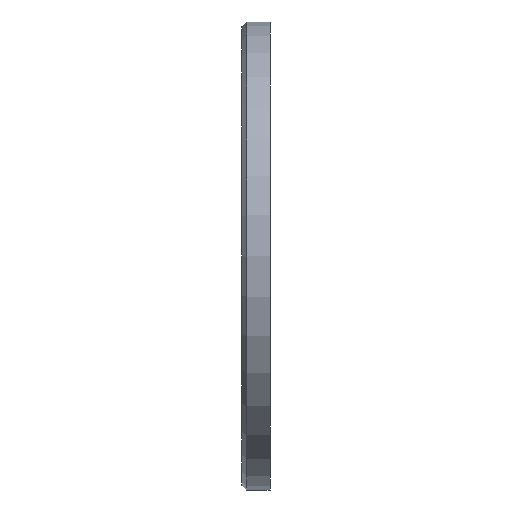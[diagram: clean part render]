
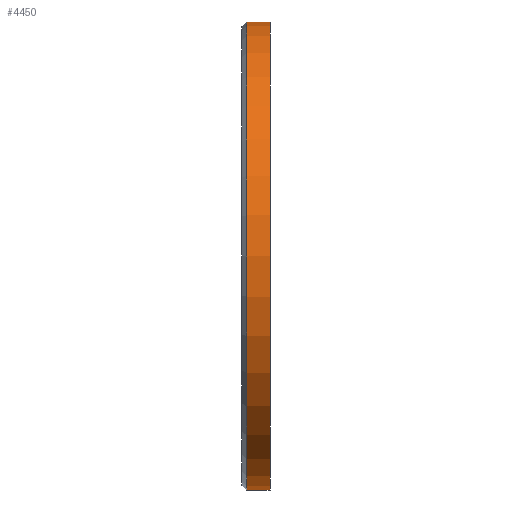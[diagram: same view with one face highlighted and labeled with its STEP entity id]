
A CAD part, left-side view. The second image highlights one B-rep face of the part: STEP entity #4450.
In plain terms, the highlighted cylindrical face has radius 50 mm (diameter 100 mm), a partial arc.
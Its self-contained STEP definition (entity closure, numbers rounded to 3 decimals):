
#369 = DIRECTION ( 'NONE',  ( 0., 0., 1. ) ) ;
#642 = AXIS2_PLACEMENT_3D ( 'NONE', #8004, #4710, #369 ) ;
#1023 = EDGE_CURVE ( 'NONE', #1808, #9823, #11609, .T. ) ;
#1183 = LINE ( 'NONE', #13327, #13071 ) ;
#1378 = DIRECTION ( 'NONE',  ( 0., -1., 0. ) ) ;
#1745 = FACE_OUTER_BOUND ( 'NONE', #7463, .T. ) ;
#1808 = VERTEX_POINT ( 'NONE', #4488 ) ;
#2376 = CARTESIAN_POINT ( 'NONE',  ( 0., 6., 50. ) ) ;
#2425 = DIRECTION ( 'NONE',  ( 0., -1., 0. ) ) ;
#2549 = CARTESIAN_POINT ( 'NONE',  ( 0., 5., -50. ) ) ;
#2636 = EDGE_CURVE ( 'NONE', #1808, #11479, #8140, .T. ) ;
#3153 = VECTOR ( 'NONE', #2425, 1000. ) ;
#3372 = ORIENTED_EDGE ( 'NONE', *, *, #1023, .T. ) ;
#3734 = DIRECTION ( 'NONE',  ( 0., 0., 1. ) ) ;
#4416 = DIRECTION ( 'NONE',  ( 0., -1., 0. ) ) ;
#4450 = ADVANCED_FACE ( 'NONE', ( #1745 ), #10706, .T. ) ;
#4488 = CARTESIAN_POINT ( 'NONE',  ( 0., 5., 50. ) ) ;
#4530 = AXIS2_PLACEMENT_3D ( 'NONE', #14171, #1378, #10234 ) ;
#4710 = DIRECTION ( 'NONE',  ( 0., 1., 0. ) ) ;
#4902 = DIRECTION ( 'NONE',  ( 0., -1., 0. ) ) ;
#5443 = ORIENTED_EDGE ( 'NONE', *, *, #2636, .F. ) ;
#5556 = AXIS2_PLACEMENT_3D ( 'NONE', #12499, #4902, #3734 ) ;
#7463 = EDGE_LOOP ( 'NONE', ( #5443, #3372, #8516, #10176 ) ) ;
#8004 = CARTESIAN_POINT ( 'NONE',  ( 0., 0., 0. ) ) ;
#8140 = LINE ( 'NONE', #2376, #3153 ) ;
#8178 = CARTESIAN_POINT ( 'NONE',  ( 0., 0., 50. ) ) ;
#8516 = ORIENTED_EDGE ( 'NONE', *, *, #10125, .T. ) ;
#9823 = VERTEX_POINT ( 'NONE', #2549 ) ;
#10125 = EDGE_CURVE ( 'NONE', #9823, #13016, #1183, .T. ) ;
#10176 = ORIENTED_EDGE ( 'NONE', *, *, #10215, .T. ) ;
#10215 = EDGE_CURVE ( 'NONE', #13016, #11479, #13262, .T. ) ;
#10234 = DIRECTION ( 'NONE',  ( 0., 0., -1. ) ) ;
#10706 = CYLINDRICAL_SURFACE ( 'NONE', #4530, 50. ) ;
#11479 = VERTEX_POINT ( 'NONE', #8178 ) ;
#11564 = CARTESIAN_POINT ( 'NONE',  ( 0., 0., -50. ) ) ;
#11609 = CIRCLE ( 'NONE', #5556, 50. ) ;
#12499 = CARTESIAN_POINT ( 'NONE',  ( 0., 5., 0. ) ) ;
#13016 = VERTEX_POINT ( 'NONE', #11564 ) ;
#13071 = VECTOR ( 'NONE', #4416, 1000. ) ;
#13262 = CIRCLE ( 'NONE', #642, 50. ) ;
#13327 = CARTESIAN_POINT ( 'NONE',  ( 0., 6., -50. ) ) ;
#14171 = CARTESIAN_POINT ( 'NONE',  ( 0., 6., 0. ) ) ;
